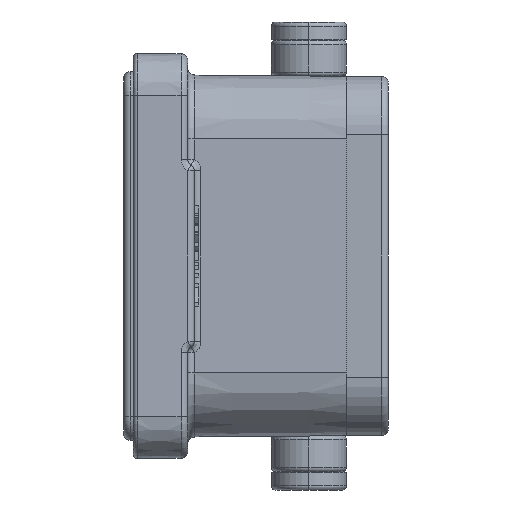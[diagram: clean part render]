
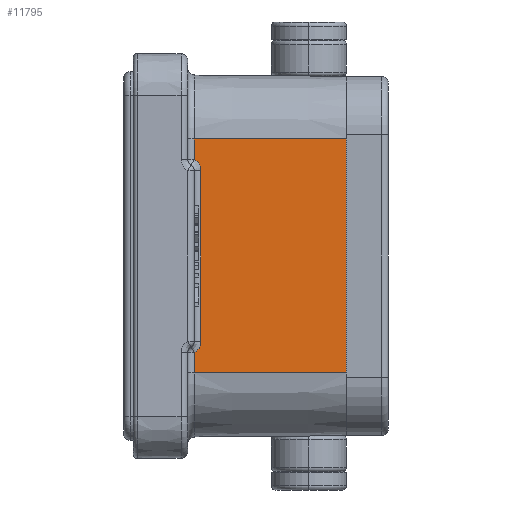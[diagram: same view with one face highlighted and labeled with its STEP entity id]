
A CAD part, left-side view. The second image highlights one B-rep face of the part: STEP entity #11795.
In plain terms, the highlighted planar face has unit normal (-1, -0.009, 0).
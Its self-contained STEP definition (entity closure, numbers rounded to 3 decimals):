
#1905=DIRECTION('',(0.,0.,1.));
#1906=VECTOR('',#1905,28.);
#1907=CARTESIAN_POINT('',(-36.5,0.,-14.));
#1908=LINE('',#1907,#1906);
#1909=DIRECTION('',(0.009,-1.,0.));
#1910=VECTOR('',#1909,18.208);
#1911=CARTESIAN_POINT('',(-36.659,18.207,
-14.));
#1912=LINE('',#1911,#1910);
#1913=DIRECTION('',(0.,0.,1.));
#1914=VECTOR('',#1913,2.414);
#1915=CARTESIAN_POINT('',(-36.659,18.207,
-14.));
#1916=LINE('',#1915,#1914);
#1917=CARTESIAN_POINT('',(-36.659,18.207,
-11.586));
#1918=CARTESIAN_POINT('',(-36.658,18.088,
-11.517));
#1919=CARTESIAN_POINT('',(-36.656,17.875,
-11.354));
#1920=CARTESIAN_POINT('',(-36.654,17.621,
-11.036));
#1921=CARTESIAN_POINT('',(-36.652,17.448,
-10.638));
#1922=CARTESIAN_POINT('',(-36.652,17.407,
-10.352));
#1923=CARTESIAN_POINT('',(-36.652,17.407,
-10.2));
#1925=DIRECTION('',(0.,0.,1.));
#1926=VECTOR('',#1925,20.4);
#1927=CARTESIAN_POINT('',(-36.652,17.407,
-10.2));
#1928=LINE('',#1927,#1926);
#1929=CARTESIAN_POINT('',(-36.652,17.407,10.2));
#1930=CARTESIAN_POINT('',(-36.652,17.407,10.315));
#1931=CARTESIAN_POINT('',(-36.652,17.431,10.537));
#1932=CARTESIAN_POINT('',(-36.653,17.535,10.857));
#1933=CARTESIAN_POINT('',(-36.654,17.704,11.148));
#1934=CARTESIAN_POINT('',(-36.656,17.93,11.399));
#1935=CARTESIAN_POINT('',(-36.658,18.109,11.529));
#1936=CARTESIAN_POINT('',(-36.659,18.207,11.586));
#1938=DIRECTION('',(0.,0.,1.));
#1939=VECTOR('',#1938,2.414);
#1940=CARTESIAN_POINT('',(-36.659,18.207,11.586));
#1941=LINE('',#1940,#1939);
#1942=DIRECTION('',(0.009,-1.,0.));
#1943=VECTOR('',#1942,18.208);
#1944=CARTESIAN_POINT('',(-36.659,18.207,14.));
#1945=LINE('',#1944,#1943);
#8144=CARTESIAN_POINT('',(-36.659,18.207,14.));
#8145=VERTEX_POINT('',#8144);
#8148=CARTESIAN_POINT('',(-36.659,18.207,11.586));
#8149=VERTEX_POINT('',#8148);
#8164=CARTESIAN_POINT('',(-36.659,18.207,-14.));
#8165=VERTEX_POINT('',#8164);
#8168=CARTESIAN_POINT('',(-36.659,18.207,
-11.586));
#8169=VERTEX_POINT('',#8168);
#8205=VERTEX_POINT('',#1923);
#8206=CARTESIAN_POINT('',(-36.652,17.407,10.2));
#8207=VERTEX_POINT('',#8206);
#8876=CARTESIAN_POINT('',(-36.5,0.,-14.));
#8877=CARTESIAN_POINT('',(-36.5,0.,14.));
#8878=VERTEX_POINT('',#8876);
#8879=VERTEX_POINT('',#8877);
#11773=CARTESIAN_POINT('',(-36.5,0.,-23.853));
#11774=DIRECTION('',(-1.,-0.009,0.));
#11775=DIRECTION('',(0.,0.,-1.));
#11776=AXIS2_PLACEMENT_3D('',#11773,#11774,#11775);
#11777=PLANE('',#11776);
#11779=ORIENTED_EDGE('',*,*,#11778,.F.);
#11781=ORIENTED_EDGE('',*,*,#11780,.F.);
#11783=ORIENTED_EDGE('',*,*,#11782,.T.);
#11785=ORIENTED_EDGE('',*,*,#11784,.T.);
#11787=ORIENTED_EDGE('',*,*,#11786,.T.);
#11789=ORIENTED_EDGE('',*,*,#11788,.T.);
#11791=ORIENTED_EDGE('',*,*,#11790,.T.);
#11792=ORIENTED_EDGE('',*,*,#11764,.T.);
#11793=EDGE_LOOP('',(#11779,#11781,#11783,#11785,#11787,#11789,#11791,#11792));
#11794=FACE_OUTER_BOUND('',#11793,.F.);
#11795=ADVANCED_FACE('',(#11794),#11777,.T.);
#1924=B_SPLINE_CURVE_WITH_KNOTS('',3,(#1917,#1918,#1919,#1920,#1921,#1922,
#1923),.UNSPECIFIED.,.F.,.F.,(4,1,1,1,4),(0.,0.25,0.5,0.75,1.),
.UNSPECIFIED.);
#1937=B_SPLINE_CURVE_WITH_KNOTS('',3,(#1929,#1930,#1931,#1932,#1933,#1934,#1935,
#1936),.UNSPECIFIED.,.F.,.F.,(4,1,1,1,1,4),(0.,0.2,0.4,0.6,0.8,1.),
.UNSPECIFIED.);
#11764=EDGE_CURVE('',#8145,#8879,#1945,.T.);
#11778=EDGE_CURVE('',#8878,#8879,#1908,.T.);
#11780=EDGE_CURVE('',#8165,#8878,#1912,.T.);
#11782=EDGE_CURVE('',#8165,#8169,#1916,.T.);
#11784=EDGE_CURVE('',#8169,#8205,#1924,.T.);
#11786=EDGE_CURVE('',#8205,#8207,#1928,.T.);
#11788=EDGE_CURVE('',#8207,#8149,#1937,.T.);
#11790=EDGE_CURVE('',#8149,#8145,#1941,.T.);
